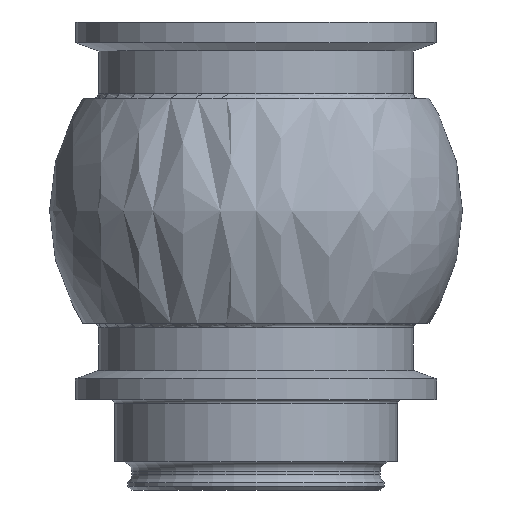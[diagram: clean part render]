
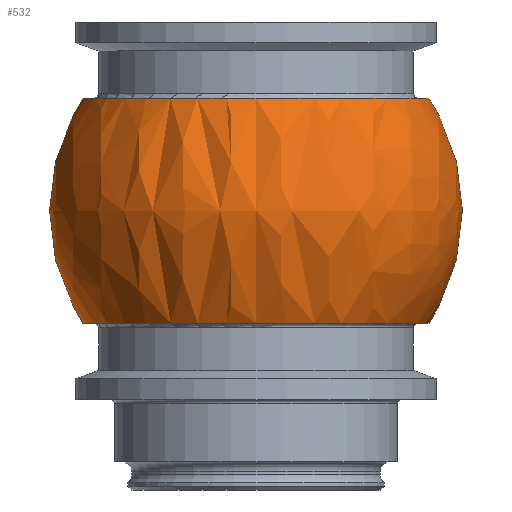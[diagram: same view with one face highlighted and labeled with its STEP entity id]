
A CAD part, left-side view. The second image highlights one B-rep face of the part: STEP entity #532.
In plain terms, the highlighted spherical face has radius 36.5 mm.
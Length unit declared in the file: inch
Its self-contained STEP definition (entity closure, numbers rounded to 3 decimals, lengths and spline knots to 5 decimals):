
#15=SPHERICAL_SURFACE('',#637,1.437);
#29=FACE_BOUND('',#124,.T.);
#94=FACE_OUTER_BOUND('',#123,.T.);
#123=EDGE_LOOP('',(#476,#477));
#124=EDGE_LOOP('',(#478,#479,#480,#481));
#135=CIRCLE('',#566,0.9065);
#141=CIRCLE('',#574,0.9065);
#171=CIRCLE('',#613,1.20364);
#176=CIRCLE('',#621,1.20494);
#187=CIRCLE('',#638,1.437);
#196=VERTEX_POINT('',#854);
#199=VERTEX_POINT('',#860);
#209=VERTEX_POINT('',#923);
#210=VERTEX_POINT('',#925);
#247=VERTEX_POINT('',#1035);
#248=VERTEX_POINT('',#1036);
#260=EDGE_CURVE('',#196,#199,#135,.T.);
#273=EDGE_CURVE('',#210,#209,#141,.T.);
#307=EDGE_CURVE('',#196,#209,#171,.T.);
#314=EDGE_CURVE('',#199,#210,#176,.T.);
#328=EDGE_CURVE('',#247,#248,#187,.T.);
#476=ORIENTED_EDGE('',*,*,#328,.T.);
#477=ORIENTED_EDGE('',*,*,#328,.F.);
#478=ORIENTED_EDGE('',*,*,#273,.T.);
#479=ORIENTED_EDGE('',*,*,#307,.F.);
#480=ORIENTED_EDGE('',*,*,#260,.T.);
#481=ORIENTED_EDGE('',*,*,#314,.T.);
#532=ADVANCED_FACE('',(#94,#29),#15,.T.);
#566=AXIS2_PLACEMENT_3D('',#862,#668,#669);
#574=AXIS2_PLACEMENT_3D('',#926,#685,#686);
#613=AXIS2_PLACEMENT_3D('',#992,#767,#768);
#621=AXIS2_PLACEMENT_3D('',#1006,#785,#786);
#637=AXIS2_PLACEMENT_3D('',#1034,#820,#821);
#638=AXIS2_PLACEMENT_3D('',#1037,#822,#823);
#668=DIRECTION('center_axis',(-1.,0.,0.));
#669=DIRECTION('ref_axis',(0.,1.,0.));
#685=DIRECTION('center_axis',(-1.,0.,0.));
#686=DIRECTION('ref_axis',(0.,1.,0.));
#767=DIRECTION('center_axis',(0.,0.,1.));
#768=DIRECTION('ref_axis',(1.,0.,0.));
#785=DIRECTION('center_axis',(0.,0.,1.));
#786=DIRECTION('ref_axis',(1.,0.,0.));
#820=DIRECTION('center_axis',(0.,-1.,0.));
#821=DIRECTION('ref_axis',(1.,0.,0.));
#822=DIRECTION('center_axis',(0.,0.,
-1.));
#823=DIRECTION('ref_axis',(-1.,0.,0.));
#854=CARTESIAN_POINT('',(1.115,0.45334,0.785));
#860=CARTESIAN_POINT('',(1.115,0.45679,-0.783));
#862=CARTESIAN_POINT('Origin',(1.115,0.,0.));
#923=CARTESIAN_POINT('',(1.115,-0.45334,0.785));
#925=CARTESIAN_POINT('',(1.115,-0.45679,-0.783));
#926=CARTESIAN_POINT('Origin',(1.115,0.,0.));
#992=CARTESIAN_POINT('Origin',(0.,0.,0.785));
#1006=CARTESIAN_POINT('Origin',(0.,0.,-0.783));
#1034=CARTESIAN_POINT('Origin',(0.,0.,0.));
#1035=CARTESIAN_POINT('',(0.,-1.437,0.));
#1036=CARTESIAN_POINT('',(0.,1.437,0.));
#1037=CARTESIAN_POINT('Origin',(0.,0.,0.));
